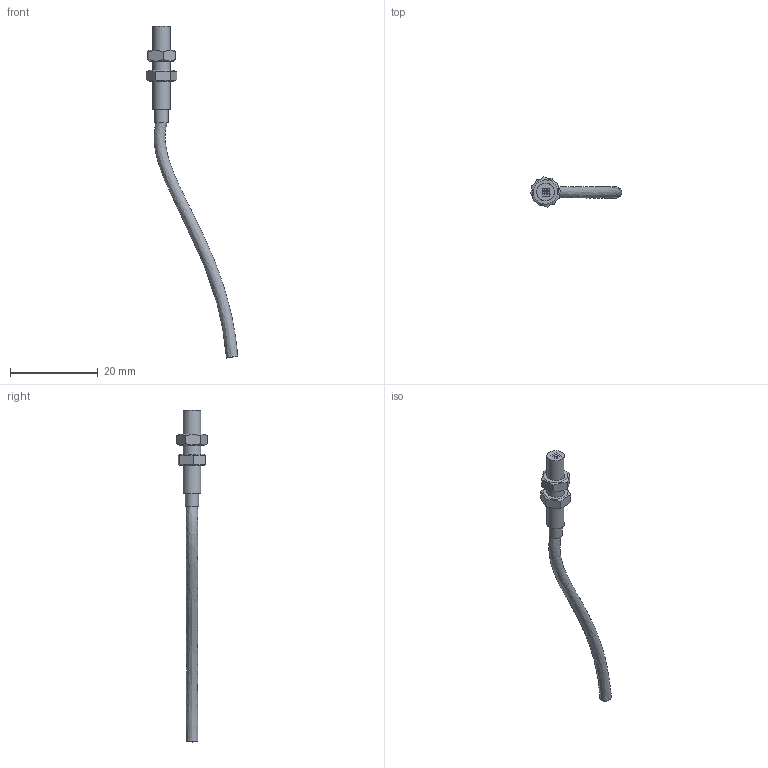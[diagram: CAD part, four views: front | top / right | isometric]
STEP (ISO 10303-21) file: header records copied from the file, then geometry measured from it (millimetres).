
FILE_DESCRIPTION((''),'2;1');
FILE_NAME('DCC 04 V PSK_K_TSL.stp','2009-01-16T08:24:15',('User'),(''),'Autodesk Inventor 10','Autodesk Inventor 10','');
FILE_SCHEMA(('AUTOMOTIVE_DESIGN { 1 0 10303 214 1 1 1 1 }'));
Length unit declared in the file: millimetre
Products named in the file (3): DCC 04 V PSK_K_TSL; MutterM4
Assembly tree (3 placements, depth 2):
  DCC 04 V PSK_K_TSL
    DCC 04 V PSK_K_TSL
    MutterM4  x2
Bounding box: 20.79 x 6.89 x 75.63 mm (x, y, z)
Volume: 647.3 mm3; surface area: 980.5 mm2
Topology: 3 solids, 3 shells, 74 faces, 167 edges, 110 vertices
Faces by surface type: plane 65, cylinder 4, cone 4, bspline 1
Full cylindrical faces by diameter (mm): 3 x1, 4 x3
Entity records: 2198 total; most frequent: CARTESIAN_POINT 749, ORIENTED_EDGE 274, DIRECTION 268, EDGE_CURVE 137, VECTOR 114, LINE 114, VERTEX_POINT 94, EDGE_LOOP 81
